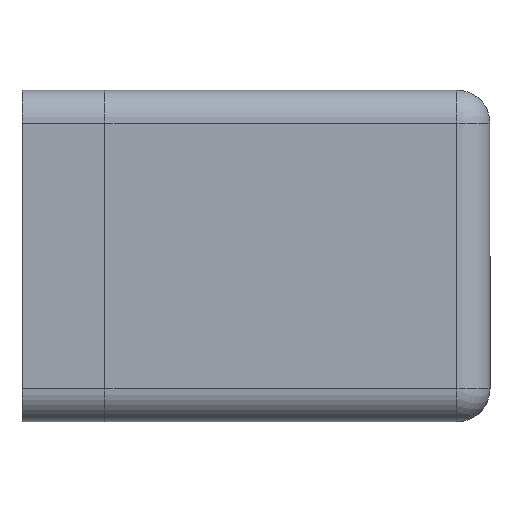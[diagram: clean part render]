
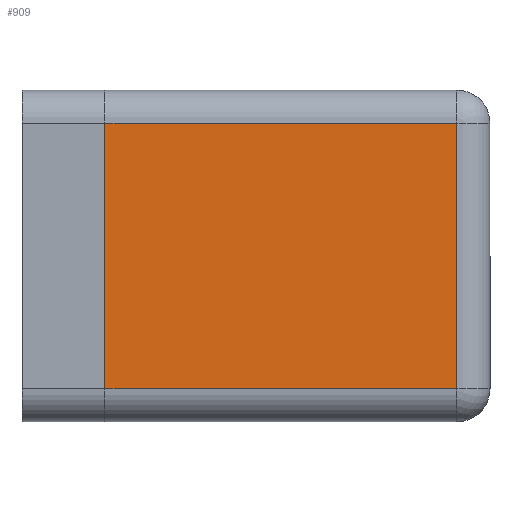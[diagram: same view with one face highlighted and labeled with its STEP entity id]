
A CAD part, front view. The second image highlights one B-rep face of the part: STEP entity #909.
In plain terms, the highlighted planar face has unit normal (0, -1, 0).
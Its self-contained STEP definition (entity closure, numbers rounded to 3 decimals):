
#97=FACE_OUTER_BOUND('',#152,.T.);
#152=EDGE_LOOP('',(#739,#740,#741,#742));
#220=LINE('',#1395,#321);
#224=LINE('',#1411,#325);
#228=LINE('',#1436,#329);
#232=LINE('',#1446,#333);
#321=VECTOR('',#1120,10.);
#325=VECTOR('',#1134,10.);
#329=VECTOR('',#1166,10.);
#333=VECTOR('',#1180,10.);
#415=VERTEX_POINT('',#1393);
#416=VERTEX_POINT('',#1394);
#423=VERTEX_POINT('',#1410);
#428=VERTEX_POINT('',#1428);
#511=EDGE_CURVE('',#415,#416,#220,.T.);
#519=EDGE_CURVE('',#415,#423,#224,.T.);
#532=EDGE_CURVE('',#428,#416,#228,.T.);
#538=EDGE_CURVE('',#423,#428,#232,.T.);
#739=ORIENTED_EDGE('',*,*,#511,.T.);
#740=ORIENTED_EDGE('',*,*,#532,.F.);
#741=ORIENTED_EDGE('',*,*,#538,.F.);
#742=ORIENTED_EDGE('',*,*,#519,.F.);
#864=PLANE('',#996);
#909=ADVANCED_FACE('',(#97),#864,.T.);
#996=AXIS2_PLACEMENT_3D('',#1466,#1197,#1198);
#1120=DIRECTION('',(0.,0.,-1.));
#1134=DIRECTION('',(1.,0.,0.));
#1166=DIRECTION('',(-1.,0.,0.));
#1180=DIRECTION('',(0.,0.,-1.));
#1197=DIRECTION('center_axis',(0.,-1.,0.));
#1198=DIRECTION('ref_axis',(0.,0.,-1.));
#1393=CARTESIAN_POINT('',(-23.2,0.,-6.2));
#1394=CARTESIAN_POINT('',(-23.2,0.,-22.2));
#1395=CARTESIAN_POINT('',(-23.2,0.,-9.2));
#1410=CARTESIAN_POINT('',(-2.,0.,-6.2));
#1411=CARTESIAN_POINT('',(-24.2,0.,-6.2));
#1428=CARTESIAN_POINT('',(-2.,0.,-22.2));
#1436=CARTESIAN_POINT('',(-24.2,0.,-22.2));
#1446=CARTESIAN_POINT('',(-2.,0.,-9.2));
#1466=CARTESIAN_POINT('Origin',(-24.2,0.,-4.2));
